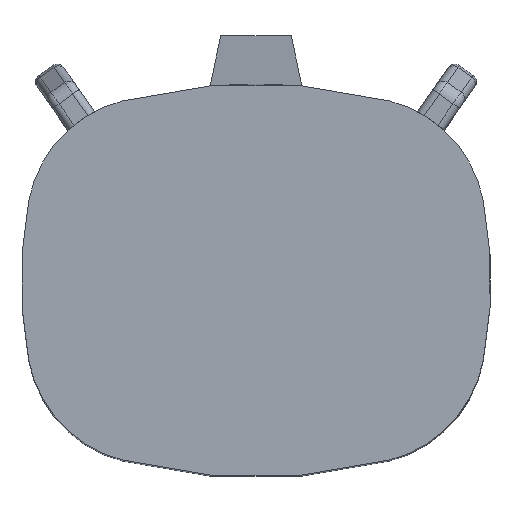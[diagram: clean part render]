
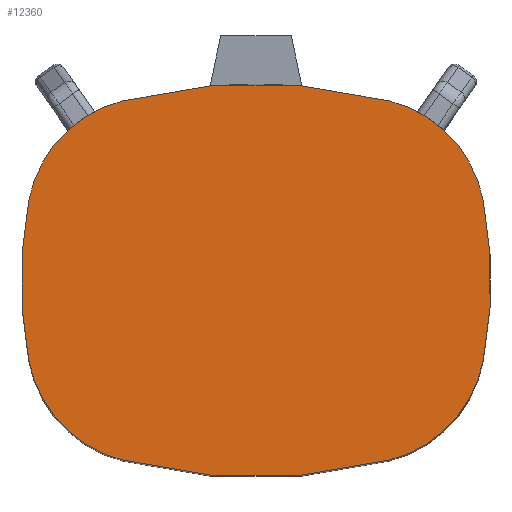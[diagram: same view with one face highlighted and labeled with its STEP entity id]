
A CAD part, top view. The second image highlights one B-rep face of the part: STEP entity #12360.
In plain terms, the highlighted planar face has unit normal (0, 0, 1).
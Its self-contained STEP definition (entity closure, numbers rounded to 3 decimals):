
#5650=CARTESIAN_POINT('',(-3.326,1.826,2.5));
#5660=DIRECTION('',(0.,0.,1.));
#5670=DIRECTION('',(-1.,0.,0.));
#5680=AXIS2_PLACEMENT_3D('',#5650,#5660,#5670);
#5690=CIRCLE('',#5680,4.166);
#5700=CARTESIAN_POINT('',(-4.371,5.859,2.5));
#5710=VERTEX_POINT('',#5700);
#5720=CARTESIAN_POINT('',(-7.417,2.613,2.5));
#5730=VERTEX_POINT('',#5720);
#5740=EDGE_CURVE('',#5710,#5730,#5690,.T.);
#11550=CARTESIAN_POINT('',(-7.417,-2.613,2.5));
#11560=VERTEX_POINT('',#11550);
#11590=CARTESIAN_POINT('',(-3.326,-1.826,2.5));
#11600=DIRECTION('',(0.,0.,1.));
#11610=DIRECTION('',(-1.,0.,0.));
#11620=AXIS2_PLACEMENT_3D('',#11590,#11600,#11610);
#11630=CIRCLE('',#11620,4.166);
#11640=CARTESIAN_POINT('',(-4.371,-5.859,2.5));
#11650=VERTEX_POINT('',#11640);
#11660=EDGE_CURVE('',#11560,#11650,#11630,.T.);
#11770=CARTESIAN_POINT('',(8.951,0.039,2.5));
#11780=DIRECTION('',(0.,0.,-1.));
#11790=DIRECTION('',(-1.,0.,0.));
#11800=AXIS2_PLACEMENT_3D('',#11770,#11780,#11790);
#11810=PLANE('',#11800);
#11820=ORIENTED_EDGE('',*,*,#5740,.T.);
#11830=CARTESIAN_POINT('',(0.,-11.017,2.5))
;
#11840=DIRECTION('',(0.,0.,-1.));
#11850=DIRECTION('',(-1.,0.,0.));
#11860=AXIS2_PLACEMENT_3D('',#11830,#11840,#11850);
#11870=CIRCLE('',#11860,17.432);
#11880=CARTESIAN_POINT('',(4.371,5.859,2.5));
#11890=VERTEX_POINT('',#11880);
#11900=EDGE_CURVE('',#5710,#11890,#11870,.T.);
#11910=ORIENTED_EDGE('',*,*,#11900,.F.);
#11920=CARTESIAN_POINT('',(3.326,1.826,2.5));
#11930=DIRECTION('',(0.,0.,-1.));
#11940=DIRECTION('',(1.,0.,0.));
#11950=AXIS2_PLACEMENT_3D('',#11920,#11930,#11940);
#11960=CIRCLE('',#11950,4.166);
#11970=CARTESIAN_POINT('',(7.417,2.613,2.5));
#11980=VERTEX_POINT('',#11970);
#11990=EDGE_CURVE('',#11890,#11980,#11960,.T.);
#12000=ORIENTED_EDGE('',*,*,#11990,.F.);
#12010=CARTESIAN_POINT('',(-6.175,0.,2.5));
#12020=DIRECTION('',(0.,0.,-1.));
#12030=DIRECTION('',(1.,0.,0.));
#12040=AXIS2_PLACEMENT_3D('',#12010,#12020,#12030);
#12050=CIRCLE('',#12040,13.841);
#12060=CARTESIAN_POINT('',(7.417,-2.613,2.5));
#12070=VERTEX_POINT('',#12060);
#12080=EDGE_CURVE('',#11980,#12070,#12050,.T.);
#12090=ORIENTED_EDGE('',*,*,#12080,.F.);
#12100=CARTESIAN_POINT('',(3.326,-1.826,2.5));
#12110=DIRECTION('',(0.,0.,-1.));
#12120=DIRECTION('',(1.,0.,0.));
#12130=AXIS2_PLACEMENT_3D('',#12100,#12110,#12120);
#12140=CIRCLE('',#12130,4.166);
#12150=CARTESIAN_POINT('',(4.371,-5.859,2.5));
#12160=VERTEX_POINT('',#12150);
#12170=EDGE_CURVE('',#12070,#12160,#12140,.T.);
#12180=ORIENTED_EDGE('',*,*,#12170,.F.);
#12190=CARTESIAN_POINT('',(0.,11.017,2.5));
#12200=DIRECTION('',(0.,0.,1.));
#12210=DIRECTION('',(1.,0.,0.));
#12220=AXIS2_PLACEMENT_3D('',#12190,#12200,#12210);
#12230=CIRCLE('',#12220,17.432);
#12240=EDGE_CURVE('',#11650,#12160,#12230,.T.);
#12250=ORIENTED_EDGE('',*,*,#12240,.T.);
#12260=ORIENTED_EDGE('',*,*,#11660,.T.);
#12270=CARTESIAN_POINT('',(6.175,0.,2.5));
#12280=DIRECTION('',(0.,0.,1.));
#12290=DIRECTION('',(-1.,0.,0.));
#12300=AXIS2_PLACEMENT_3D('',#12270,#12280,#12290);
#12310=CIRCLE('',#12300,13.841);
#12320=EDGE_CURVE('',#5730,#11560,#12310,.T.);
#12330=ORIENTED_EDGE('',*,*,#12320,.T.);
#12340=EDGE_LOOP('',(#12330,#12260,#12250,#12180,#12090,#12000,#11910,
#11820));
#12350=FACE_OUTER_BOUND('',#12340,.T.);
#12360=ADVANCED_FACE('',(#12350),#11810,.F.);
